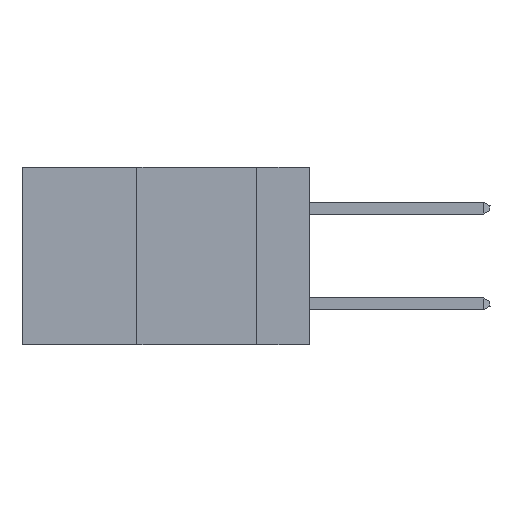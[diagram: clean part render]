
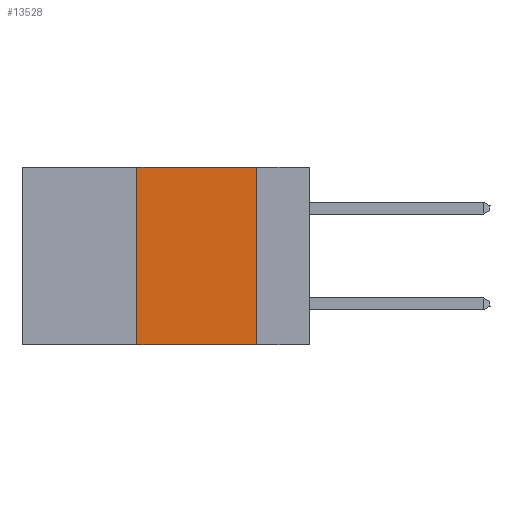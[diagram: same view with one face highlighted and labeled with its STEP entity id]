
A CAD part, left-side view. The second image highlights one B-rep face of the part: STEP entity #13528.
In plain terms, the highlighted planar face has unit normal (-1, 0, 0).
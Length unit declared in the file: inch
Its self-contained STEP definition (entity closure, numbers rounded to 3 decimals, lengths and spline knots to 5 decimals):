
#531 = CARTESIAN_POINT ( 'NONE',  ( 0., 0.11, -0.37 ) ) ;
#892 = EDGE_CURVE ( 'NONE', #11811, #2357, #4566, .T. ) ;
#1216 = EDGE_LOOP ( 'NONE', ( #14117, #5575, #10322, #10093 ) ) ;
#2211 = VECTOR ( 'NONE', #13478, 39.37008 ) ;
#2357 = VERTEX_POINT ( 'NONE', #531 ) ;
#2562 = VERTEX_POINT ( 'NONE', #4756 ) ;
#3333 = VECTOR ( 'NONE', #13284, 39.37008 ) ;
#3391 = DIRECTION ( 'NONE',  ( 0., 0., 1. ) ) ;
#3650 = LINE ( 'NONE', #7926, #5630 ) ;
#4566 = LINE ( 'NONE', #12412, #2211 ) ;
#4756 = CARTESIAN_POINT ( 'NONE',  ( 0., 0.36, -0.37 ) ) ;
#5224 = PLANE ( 'NONE',  #5286 ) ;
#5286 = AXIS2_PLACEMENT_3D ( 'NONE', #8668, #14552, #6409 ) ;
#5479 = FACE_OUTER_BOUND ( 'NONE', #1216, .T. ) ;
#5575 = ORIENTED_EDGE ( 'NONE', *, *, #8652, .F. ) ;
#5630 = VECTOR ( 'NONE', #13971, 39.37008 ) ;
#5834 = CARTESIAN_POINT ( 'NONE',  ( 0., 0.36, 0. ) ) ;
#6409 = DIRECTION ( 'NONE',  ( 0., 0., -1. ) ) ;
#6781 = CARTESIAN_POINT ( 'NONE',  ( 0., 0.36, 0. ) ) ;
#6782 = VERTEX_POINT ( 'NONE', #5834 ) ;
#7926 = CARTESIAN_POINT ( 'NONE',  ( 0., 0.6, 0. ) ) ;
#7987 = VECTOR ( 'NONE', #3391, 39.37008 ) ;
#8523 = LINE ( 'NONE', #14040, #3333 ) ;
#8652 = EDGE_CURVE ( 'NONE', #6782, #11811, #3650, .T. ) ;
#8668 = CARTESIAN_POINT ( 'NONE',  ( 0., 0.6, 0. ) ) ;
#10093 = ORIENTED_EDGE ( 'NONE', *, *, #13287, .T. ) ;
#10322 = ORIENTED_EDGE ( 'NONE', *, *, #12241, .F. ) ;
#11811 = VERTEX_POINT ( 'NONE', #13968 ) ;
#12241 = EDGE_CURVE ( 'NONE', #2562, #6782, #12475, .T. ) ;
#12412 = CARTESIAN_POINT ( 'NONE',  ( 0., 0.11, 0. ) ) ;
#12475 = LINE ( 'NONE', #6781, #7987 ) ;
#13284 = DIRECTION ( 'NONE',  ( 0., -1., 0. ) ) ;
#13287 = EDGE_CURVE ( 'NONE', #2562, #2357, #8523, .T. ) ;
#13478 = DIRECTION ( 'NONE',  ( 0., 0., -1. ) ) ;
#13528 = ADVANCED_FACE ( 'NONE', ( #5479 ), #5224, .F. ) ;
#13968 = CARTESIAN_POINT ( 'NONE',  ( 0., 0.11, 0. ) ) ;
#13971 = DIRECTION ( 'NONE',  ( 0., -1., 0. ) ) ;
#14040 = CARTESIAN_POINT ( 'NONE',  ( 0., 0.6, -0.37 ) ) ;
#14117 = ORIENTED_EDGE ( 'NONE', *, *, #892, .F. ) ;
#14552 = DIRECTION ( 'NONE',  ( 1., 0., 0. ) ) ;
